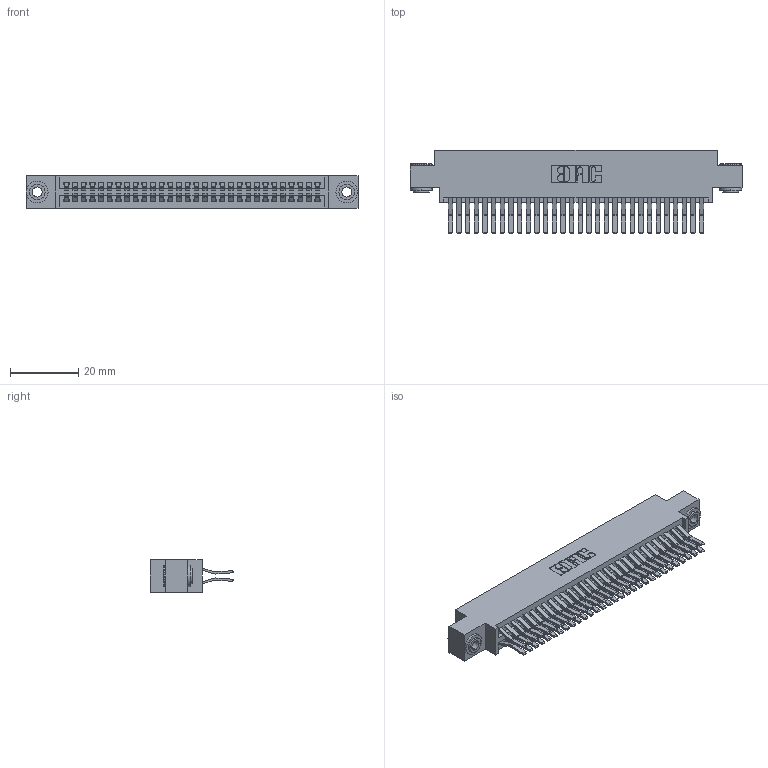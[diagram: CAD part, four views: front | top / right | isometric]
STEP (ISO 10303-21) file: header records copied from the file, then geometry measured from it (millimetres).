
FILE_DESCRIPTION (( 'STEP AP203' ), '1' );
FILE_NAME ('345-060-560-803.STEP', '2018-09-27T05:39:40', ( '' ), ( '' ), 'SwSTEP 2.0', 'SolidWorks 2016', '' );
FILE_SCHEMA (( 'CONFIG_CONTROL_DESIGN' ));
Length unit declared in the file: inch
Products named in the file (4): 345-250-002_345-250-002-102; 345-292-001_560 Tail; 345 Part_0.170 Offset - 0.156 Dia-TH; 345-060-560-803
Assembly tree (63 placements, depth 2):
  345-060-560-803
    345 Part_0.170 Offset - 0.156 Dia-TH
    345-292-001_560 Tail  x60
    345-250-002_345-250-002-102  x2
Bounding box: 97.41 x 24.45 x 9.4 mm (x, y, z)
Volume: 9650.3 mm3; surface area: 15392.2 mm2
Topology: 63 solids, 63 shells, 3288 faces, 9729 edges, 6402 vertices
Faces by surface type: plane 2074, cylinder 1206, cone 8
Entity records: 26024 total; most frequent: CARTESIAN_POINT 4351, ORIENTED_EDGE 4278, DIRECTION 3885, EDGE_CURVE 2139, LINE 1859, VECTOR 1859, VERTEX_POINT 1422, AXIS2_PLACEMENT_3D 1013
